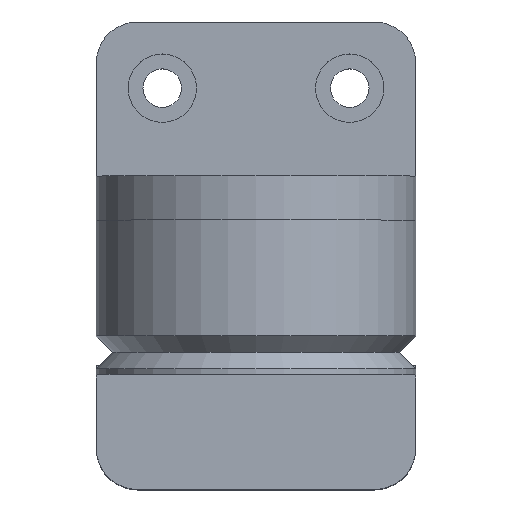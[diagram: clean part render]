
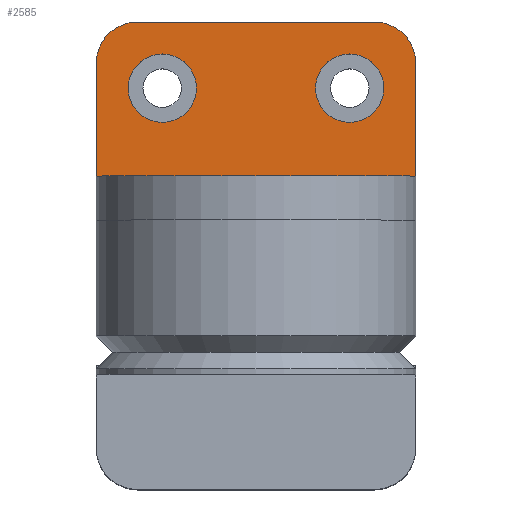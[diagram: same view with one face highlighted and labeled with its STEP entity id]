
A CAD part, top view. The second image highlights one B-rep face of the part: STEP entity #2585.
In plain terms, the highlighted planar face has unit normal (0, 0, 1).
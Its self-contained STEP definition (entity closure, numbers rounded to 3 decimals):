
#125=FACE_BOUND('',#465,.T.);
#126=FACE_BOUND('',#466,.T.);
#181=PLANE('',#2877);
#302=FACE_OUTER_BOUND('',#464,.T.);
#464=EDGE_LOOP('',(#2179,#2180,#2181,#2182,#2183,#2184));
#465=EDGE_LOOP('',(#2185));
#466=EDGE_LOOP('',(#2186));
#676=LINE('',#4210,#919);
#685=LINE('',#4244,#928);
#686=LINE('',#4248,#929);
#687=LINE('',#4251,#930);
#919=VECTOR('',#3420,10.);
#928=VECTOR('',#3457,10.);
#929=VECTOR('',#3460,10.);
#930=VECTOR('',#3463,10.);
#1107=CIRCLE('',#2867,3.1);
#1110=CIRCLE('',#2872,3.1);
#1113=CIRCLE('',#2878,3.75);
#1114=CIRCLE('',#2879,3.75);
#1289=VERTEX_POINT('',#4207);
#1290=VERTEX_POINT('',#4209);
#1293=VERTEX_POINT('',#4219);
#1296=VERTEX_POINT('',#4228);
#1301=VERTEX_POINT('',#4243);
#1302=VERTEX_POINT('',#4245);
#1303=VERTEX_POINT('',#4247);
#1304=VERTEX_POINT('',#4249);
#1595=EDGE_CURVE('',#1290,#1289,#676,.T.);
#1600=EDGE_CURVE('',#1293,#1293,#1107,.T.);
#1604=EDGE_CURVE('',#1296,#1296,#1110,.T.);
#1611=EDGE_CURVE('',#1289,#1301,#685,.T.);
#1612=EDGE_CURVE('',#1301,#1302,#1113,.T.);
#1613=EDGE_CURVE('',#1302,#1303,#686,.T.);
#1614=EDGE_CURVE('',#1303,#1304,#1114,.T.);
#1615=EDGE_CURVE('',#1304,#1290,#687,.T.);
#2179=ORIENTED_EDGE('',*,*,#1595,.T.);
#2180=ORIENTED_EDGE('',*,*,#1611,.T.);
#2181=ORIENTED_EDGE('',*,*,#1612,.T.);
#2182=ORIENTED_EDGE('',*,*,#1613,.T.);
#2183=ORIENTED_EDGE('',*,*,#1614,.T.);
#2184=ORIENTED_EDGE('',*,*,#1615,.T.);
#2185=ORIENTED_EDGE('',*,*,#1600,.T.);
#2186=ORIENTED_EDGE('',*,*,#1604,.T.);
#2585=ADVANCED_FACE('',(#302,#125,#126),#181,.T.);
#2867=AXIS2_PLACEMENT_3D('',#4220,#3430,#3431);
#2872=AXIS2_PLACEMENT_3D('',#4229,#3441,#3442);
#2877=AXIS2_PLACEMENT_3D('',#4242,#3455,#3456);
#2878=AXIS2_PLACEMENT_3D('',#4246,#3458,#3459);
#2879=AXIS2_PLACEMENT_3D('',#4250,#3461,#3462);
#3420=DIRECTION('',(1.,0.,0.));
#3430=DIRECTION('center_axis',(0.,0.,-1.));
#3431=DIRECTION('ref_axis',(1.,0.,0.));
#3441=DIRECTION('center_axis',(0.,0.,-1.));
#3442=DIRECTION('ref_axis',(1.,0.,0.));
#3455=DIRECTION('center_axis',(0.,0.,1.));
#3456=DIRECTION('ref_axis',(1.,0.,0.));
#3457=DIRECTION('',(0.,1.,0.));
#3458=DIRECTION('center_axis',(0.,0.,1.));
#3459=DIRECTION('ref_axis',(1.,0.,0.));
#3460=DIRECTION('',(-1.,0.,0.));
#3461=DIRECTION('center_axis',(0.,0.,1.));
#3462=DIRECTION('ref_axis',(0.,1.,0.));
#3463=DIRECTION('',(0.,-1.,0.));
#4207=CARTESIAN_POINT('',(14.5,14.2,618.));
#4209=CARTESIAN_POINT('',(-14.5,14.2,618.));
#4210=CARTESIAN_POINT('',(7.25,14.2,618.));
#4219=CARTESIAN_POINT('',(5.4,22.2,618.));
#4220=CARTESIAN_POINT('Origin',(8.5,22.2,618.));
#4228=CARTESIAN_POINT('',(-11.6,22.2,618.));
#4229=CARTESIAN_POINT('Origin',(-8.5,22.2,618.));
#4242=CARTESIAN_POINT('Origin',(0.,7.,618.));
#4243=CARTESIAN_POINT('',(14.5,24.45,618.));
#4244=CARTESIAN_POINT('',(14.5,3.,618.));
#4245=CARTESIAN_POINT('',(10.75,28.2,618.));
#4246=CARTESIAN_POINT('Origin',(10.75,24.45,618.));
#4247=CARTESIAN_POINT('',(-10.75,28.2,618.));
#4248=CARTESIAN_POINT('',(10.75,28.2,618.));
#4249=CARTESIAN_POINT('',(-14.5,24.45,618.));
#4250=CARTESIAN_POINT('Origin',(-10.75,24.45,618.));
#4251=CARTESIAN_POINT('',(-14.5,24.45,618.));
